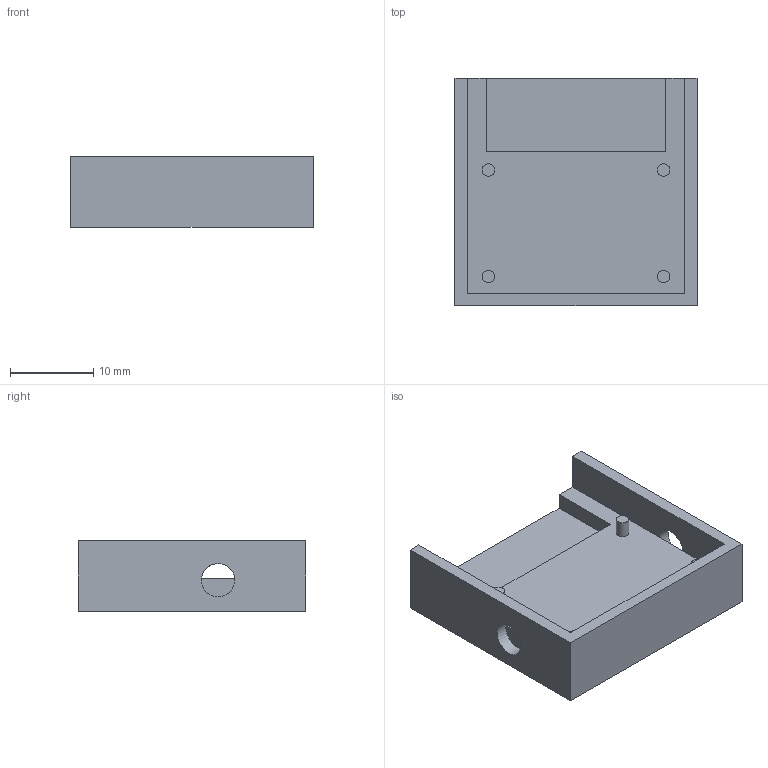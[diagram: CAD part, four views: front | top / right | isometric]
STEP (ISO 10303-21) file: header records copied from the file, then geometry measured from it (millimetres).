
FILE_DESCRIPTION(/* description */ (''),/* implementation_level */ '2;1');
FILE_NAME(/* name */ 'Camera Body.step',/* time_stamp */ '2016-10-18T22:36:02-06:00',/* author */ (''),/* organization */ (''),/* preprocessor_version */ 'ST-DEVELOPER v16.5',/* originating_system */ 'Autodesk Translation Framework v5.2.0.2031',/* authorisation */ '');
FILE_SCHEMA (('AUTOMOTIVE_DESIGN { 1 0 10303 214 3 1 1 }'));
Length unit declared in the file: centimetre
Products named in the file (1): Camera Body v14
Bounding box: 29 x 27.25 x 8.5 mm (x, y, z)
Volume: 3304.6 mm3; surface area: 2857.8 mm2
Topology: 1 solids, 1 shells, 26 faces, 62 edges, 40 vertices
Faces by surface type: plane 20, cylinder 6
Full cylindrical faces by diameter (mm): 1.5 x4, 4 x2
Entity records: 732 total; most frequent: DIRECTION 122, CARTESIAN_POINT 119, ORIENTED_EDGE 108, EDGE_CURVE 54, AXIS2_PLACEMENT_3D 41, LINE 40, VECTOR 40, EDGE_LOOP 38
